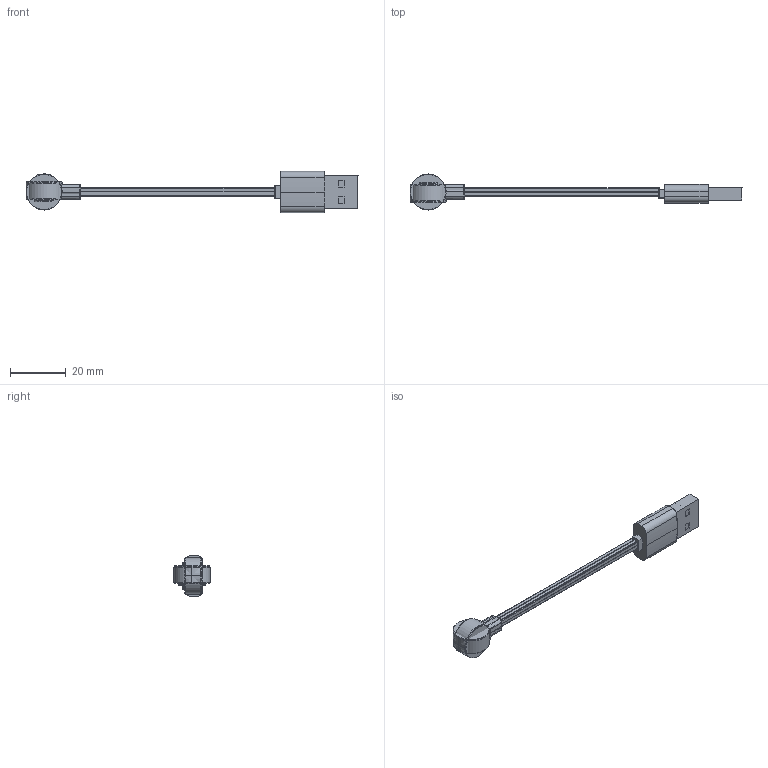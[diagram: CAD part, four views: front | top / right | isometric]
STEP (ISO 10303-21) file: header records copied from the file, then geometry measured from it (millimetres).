
FILE_DESCRIPTION (( 'STEP AP214' ), '1' );
FILE_NAME ('687A0322A011L00.STEP', '2023-04-13T18:00:19', ( '' ), ( '' ), 'SwSTEP 2.0', 'SolidWorks 2020', '' );
FILE_SCHEMA (( 'AUTOMOTIVE_DESIGN' ));
Length unit declared in the file: millimetre
Products named in the file (1): 687A0322A011L00
Bounding box: 119.38 x 13 x 14.8 mm (x, y, z)
Surface area: 4969.4 mm2 (no closed solid volume)
Topology: 0 solids, 16 shells, 377 faces, 892 edges, 569 vertices
Faces by surface type: plane 146, cylinder 146, torus 43, cone 32, sphere 6, bspline 4
Entity records: 16035 total; most frequent: CARTESIAN_POINT 3208, DIRECTION 1850, ORIENTED_EDGE 1719, EDGE_CURVE 874, AXIS2_PLACEMENT_3D 716, VERTEX_POINT 557, EDGE_LOOP 430, LINE 418
